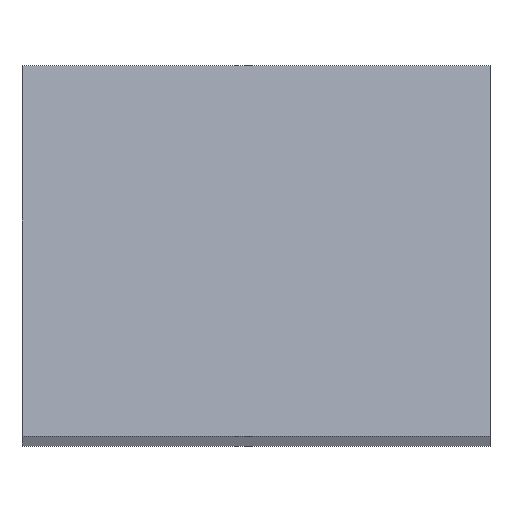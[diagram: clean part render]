
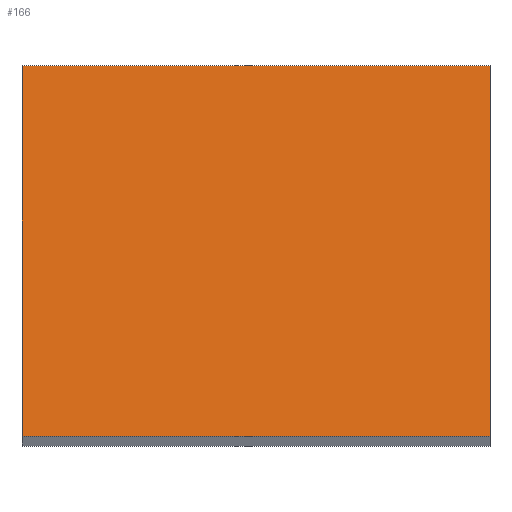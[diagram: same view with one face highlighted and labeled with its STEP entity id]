
A CAD part, top view. The second image highlights one B-rep face of the part: STEP entity #166.
In plain terms, the highlighted planar face has unit normal (0, 0.139, 0.99).
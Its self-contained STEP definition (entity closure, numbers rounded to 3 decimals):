
#16 = DIRECTION ( 'NONE',  ( 0., 0.139, 0.99 ) ) ;
#72 = VERTEX_POINT ( 'NONE', #360 ) ;
#139 = AXIS2_PLACEMENT_3D ( 'NONE', #940, #16, #642 ) ;
#148 = VERTEX_POINT ( 'NONE', #1015 ) ;
#166 = ADVANCED_FACE ( 'NONE', ( #211 ), #300, .T. ) ;
#207 = VERTEX_POINT ( 'NONE', #1128 ) ;
#211 = FACE_OUTER_BOUND ( 'NONE', #615, .T. ) ;
#273 = EDGE_CURVE ( 'NONE', #72, #207, #620, .T. ) ;
#300 = PLANE ( 'NONE',  #139 ) ;
#303 = EDGE_CURVE ( 'NONE', #72, #757, #856, .T. ) ;
#347 = DIRECTION ( 'NONE',  ( 1., 0., 0. ) ) ;
#360 = CARTESIAN_POINT ( 'NONE',  ( -9.99, 10.267, 1.202 ) ) ;
#495 = DIRECTION ( 'NONE',  ( 1., 0., 0. ) ) ;
#532 = CARTESIAN_POINT ( 'NONE',  ( -9.99, 10.267, 1.202 ) ) ;
#535 = EDGE_CURVE ( 'NONE', #207, #148, #540, .T. ) ;
#540 = LINE ( 'NONE', #1099, #972 ) ;
#580 = ORIENTED_EDGE ( 'NONE', *, *, #273, .F. ) ;
#588 = VECTOR ( 'NONE', #347, 1000. ) ;
#605 = CARTESIAN_POINT ( 'NONE',  ( -9.99, 10.267, 1.202 ) ) ;
#615 = EDGE_LOOP ( 'NONE', ( #712, #985, #580, #908 ) ) ;
#620 = LINE ( 'NONE', #605, #588 ) ;
#642 = DIRECTION ( 'NONE',  ( 0., -0.99, 0.139 ) ) ;
#669 = DIRECTION ( 'NONE',  ( 0., -0.99, 0.139 ) ) ;
#712 = ORIENTED_EDGE ( 'NONE', *, *, #767, .T. ) ;
#757 = VERTEX_POINT ( 'NONE', #863 ) ;
#767 = EDGE_CURVE ( 'NONE', #757, #148, #1162, .T. ) ;
#856 = LINE ( 'NONE', #532, #869 ) ;
#863 = CARTESIAN_POINT ( 'NONE',  ( -9.99, -5.577, 3.429 ) ) ;
#869 = VECTOR ( 'NONE', #1048, 1000. ) ;
#908 = ORIENTED_EDGE ( 'NONE', *, *, #303, .T. ) ;
#928 = VECTOR ( 'NONE', #495, 1000. ) ;
#940 = CARTESIAN_POINT ( 'NONE',  ( -9.99, 10.267, 1.202 ) ) ;
#972 = VECTOR ( 'NONE', #669, 1000. ) ;
#985 = ORIENTED_EDGE ( 'NONE', *, *, #535, .F. ) ;
#1015 = CARTESIAN_POINT ( 'NONE',  ( 10.01, -5.577, 3.429 ) ) ;
#1048 = DIRECTION ( 'NONE',  ( 0., -0.99, 0.139 ) ) ;
#1099 = CARTESIAN_POINT ( 'NONE',  ( 10.01, 10.267, 1.202 ) ) ;
#1128 = CARTESIAN_POINT ( 'NONE',  ( 10.01, 10.267, 1.202 ) ) ;
#1140 = CARTESIAN_POINT ( 'NONE',  ( -9.99, -5.577, 3.429 ) ) ;
#1162 = LINE ( 'NONE', #1140, #928 ) ;
